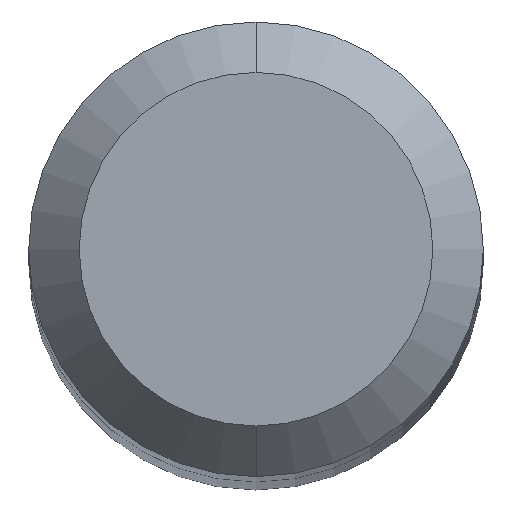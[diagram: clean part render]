
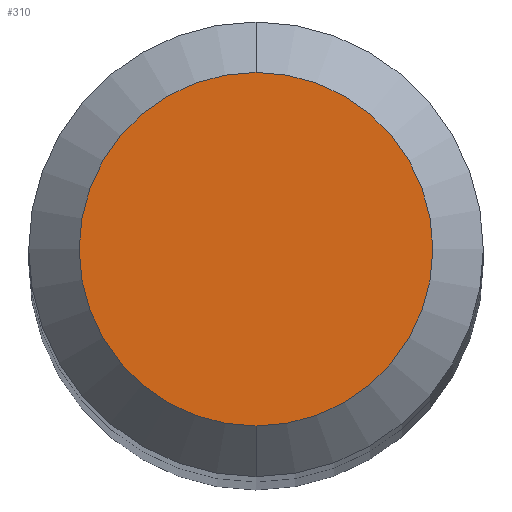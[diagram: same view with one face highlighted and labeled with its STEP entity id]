
A CAD part, top view. The second image highlights one B-rep face of the part: STEP entity #310.
In plain terms, the highlighted planar face has unit normal (0, 0, 1).
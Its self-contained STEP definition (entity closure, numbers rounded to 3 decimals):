
#7 = CARTESIAN_POINT ( 'NONE',  ( 0., 2.1, 93. ) ) ;
#18 = DIRECTION ( 'NONE',  ( 0., 0., -1. ) ) ;
#35 = EDGE_LOOP ( 'NONE', ( #294, #192 ) ) ;
#40 = AXIS2_PLACEMENT_3D ( 'NONE', #90, #18, #93 ) ;
#90 = CARTESIAN_POINT ( 'NONE',  ( 0., 0., 93. ) ) ;
#93 = DIRECTION ( 'NONE',  ( 0., 1., 0. ) ) ;
#141 = VERTEX_POINT ( 'NONE', #307 ) ;
#148 = EDGE_CURVE ( 'NONE', #141, #328, #181, .T. ) ;
#157 = CARTESIAN_POINT ( 'NONE',  ( 0., 0., 93. ) ) ;
#181 = CIRCLE ( 'NONE', #40, 2.1 ) ;
#192 = ORIENTED_EDGE ( 'NONE', *, *, #148, .F. ) ;
#208 = FACE_OUTER_BOUND ( 'NONE', #35, .T. ) ;
#216 = DIRECTION ( 'NONE',  ( 0., 0., -1. ) ) ;
#235 = AXIS2_PLACEMENT_3D ( 'NONE', #157, #314, #263 ) ;
#246 = AXIS2_PLACEMENT_3D ( 'NONE', #292, #216, #290 ) ;
#263 = DIRECTION ( 'NONE',  ( 0., 1., 0. ) ) ;
#278 = CIRCLE ( 'NONE', #246, 2.1 ) ;
#287 = PLANE ( 'NONE',  #235 ) ;
#290 = DIRECTION ( 'NONE',  ( 0., 1., 0. ) ) ;
#292 = CARTESIAN_POINT ( 'NONE',  ( 0., 0., 93. ) ) ;
#294 = ORIENTED_EDGE ( 'NONE', *, *, #321, .F. ) ;
#307 = CARTESIAN_POINT ( 'NONE',  ( 0., -2.1, 93. ) ) ;
#310 = ADVANCED_FACE ( 'NONE', ( #208 ), #287, .F. ) ;
#314 = DIRECTION ( 'NONE',  ( 0., 0., -1. ) ) ;
#321 = EDGE_CURVE ( 'NONE', #328, #141, #278, .T. ) ;
#328 = VERTEX_POINT ( 'NONE', #7 ) ;
